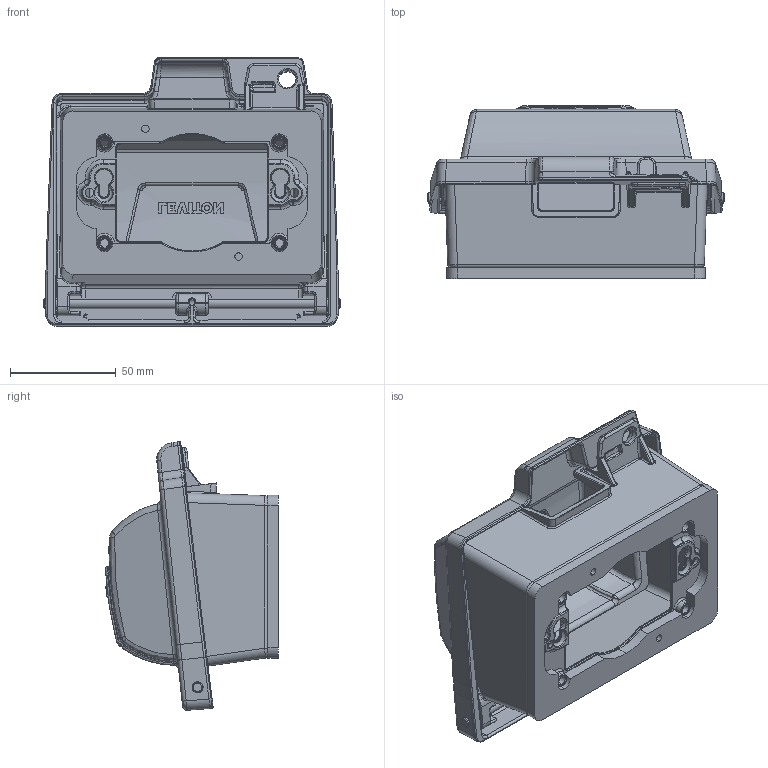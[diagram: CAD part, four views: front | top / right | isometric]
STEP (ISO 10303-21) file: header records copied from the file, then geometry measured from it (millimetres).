
FILE_DESCRIPTION (( 'STEP AP214' ), '1' );
FILE_NAME ('ORC5221-M01.STEP', '2024-08-28T17:24:45', ( '' ), ( '' ), 'SwSTEP 2.0', 'SolidWorks 2024', '' );
FILE_SCHEMA (( 'AUTOMOTIVE_DESIGN' ));
Products named in the file (1): ORC5221-M01
Bounding box: 140 x 81.69 x 126.83 mm (x, y, z)
Surface area: 108160.8 mm2 (no closed solid volume)
Topology: 0 solids, 12 shells, 1173 faces, 3579 edges, 2350 vertices
Faces by surface type: plane 435, bspline 330, cylinder 323, cone 79, torus 6
Entity records: 63745 total; most frequent: CARTESIAN_POINT 36339, ORIENTED_EDGE 6192, DIRECTION 4541, EDGE_CURVE 3567, VERTEX_POINT 2350, VECTOR 1611, LINE 1611, AXIS2_PLACEMENT_3D 1465
